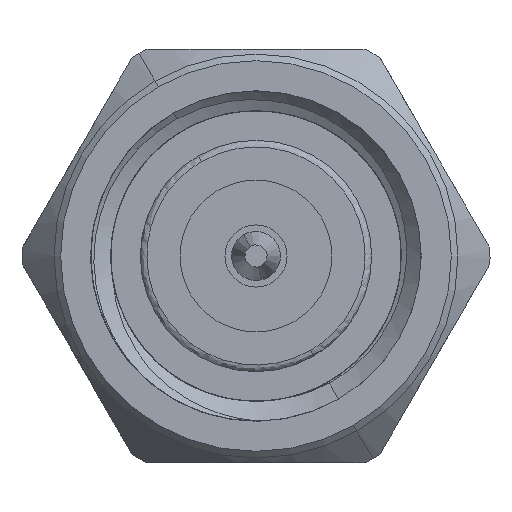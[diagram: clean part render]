
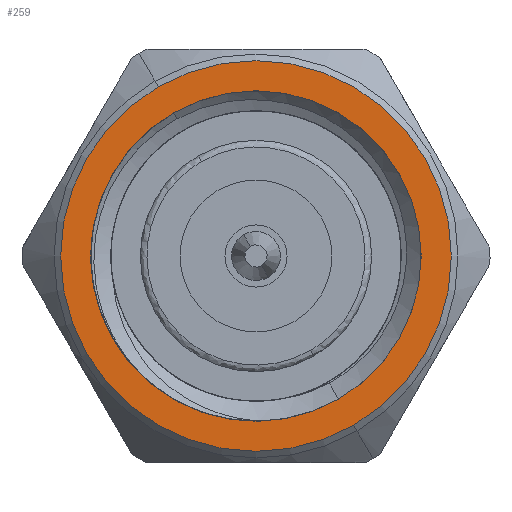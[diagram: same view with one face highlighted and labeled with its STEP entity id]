
A CAD part, left-side view. The second image highlights one B-rep face of the part: STEP entity #259.
In plain terms, the highlighted planar face has unit normal (-1, 0, 0).
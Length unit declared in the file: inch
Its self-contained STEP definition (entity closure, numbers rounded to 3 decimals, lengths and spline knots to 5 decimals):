
#205 = ORIENTED_EDGE ( 'NONE', *, *, #2208, .F. ) ;
#259 = ADVANCED_FACE ( 'NONE', ( #6595, #3699 ), #1484, .F. ) ;
#317 = VERTEX_POINT ( 'NONE', #3804 ) ;
#366 = CARTESIAN_POINT ( 'NONE',  ( 0., 0., 0. ) ) ;
#403 = DIRECTION ( 'NONE',  ( 1., 0., 0. ) ) ;
#482 = EDGE_CURVE ( 'NONE', #317, #6027, #5738, .T. ) ;
#601 = CARTESIAN_POINT ( 'NONE',  ( 0., 0., 0. ) ) ;
#701 = DIRECTION ( 'NONE',  ( 1., 0., 0. ) ) ;
#1294 = ORIENTED_EDGE ( 'NONE', *, *, #2840, .T. ) ;
#1298 = CARTESIAN_POINT ( 'NONE',  ( 0., 0., 0. ) ) ;
#1484 = PLANE ( 'NONE',  #2026 ) ;
#1892 = AXIS2_PLACEMENT_3D ( 'NONE', #601, #6168, #5582 ) ;
#2026 = AXIS2_PLACEMENT_3D ( 'NONE', #3227, #3258, #5976 ) ;
#2146 = EDGE_LOOP ( 'NONE', ( #6054, #1294 ) ) ;
#2175 = VERTEX_POINT ( 'NONE', #6551 ) ;
#2181 = CARTESIAN_POINT ( 'NONE',  ( 0., 0.0739, -0.12799 ) ) ;
#2208 = EDGE_CURVE ( 'NONE', #6027, #317, #4110, .T. ) ;
#2311 = ORIENTED_EDGE ( 'NONE', *, *, #482, .F. ) ;
#2578 = VERTEX_POINT ( 'NONE', #5500 ) ;
#2599 = DIRECTION ( 'NONE',  ( 0., 0.5, -0.866 ) ) ;
#2840 = EDGE_CURVE ( 'NONE', #2175, #2578, #6774, .T. ) ;
#3227 = CARTESIAN_POINT ( 'NONE',  ( 0., 0., 0. ) ) ;
#3258 = DIRECTION ( 'NONE',  ( 1., 0., 0. ) ) ;
#3422 = CIRCLE ( 'NONE', #1892, 0.125 ) ;
#3512 = AXIS2_PLACEMENT_3D ( 'NONE', #1298, #4685, #4648 ) ;
#3699 = FACE_OUTER_BOUND ( 'NONE', #6538, .T. ) ;
#3804 = CARTESIAN_POINT ( 'NONE',  ( 0., -0.0739, 0.12799 ) ) ;
#4110 = CIRCLE ( 'NONE', #5043, 0.14779 ) ;
#4648 = DIRECTION ( 'NONE',  ( 0., -0.5, 0.866 ) ) ;
#4685 = DIRECTION ( 'NONE',  ( 1., 0., 0. ) ) ;
#4954 = EDGE_CURVE ( 'NONE', #2578, #2175, #3422, .T. ) ;
#5043 = AXIS2_PLACEMENT_3D ( 'NONE', #366, #403, #2599 ) ;
#5500 = CARTESIAN_POINT ( 'NONE',  ( 0., -0.0625, 0.10825 ) ) ;
#5582 = DIRECTION ( 'NONE',  ( 0., -0.5, 0.866 ) ) ;
#5643 = CARTESIAN_POINT ( 'NONE',  ( 0., 0., 0. ) ) ;
#5738 = CIRCLE ( 'NONE', #6679, 0.14779 ) ;
#5976 = DIRECTION ( 'NONE',  ( 0., 1., 0. ) ) ;
#6027 = VERTEX_POINT ( 'NONE', #2181 ) ;
#6054 = ORIENTED_EDGE ( 'NONE', *, *, #4954, .T. ) ;
#6168 = DIRECTION ( 'NONE',  ( 1., 0., 0. ) ) ;
#6538 = EDGE_LOOP ( 'NONE', ( #205, #2311 ) ) ;
#6551 = CARTESIAN_POINT ( 'NONE',  ( 0., 0.0625, -0.10825 ) ) ;
#6595 = FACE_BOUND ( 'NONE', #2146, .T. ) ;
#6679 = AXIS2_PLACEMENT_3D ( 'NONE', #5643, #701, #6810 ) ;
#6774 = CIRCLE ( 'NONE', #3512, 0.125 ) ;
#6810 = DIRECTION ( 'NONE',  ( 0., 0.5, -0.866 ) ) ;
